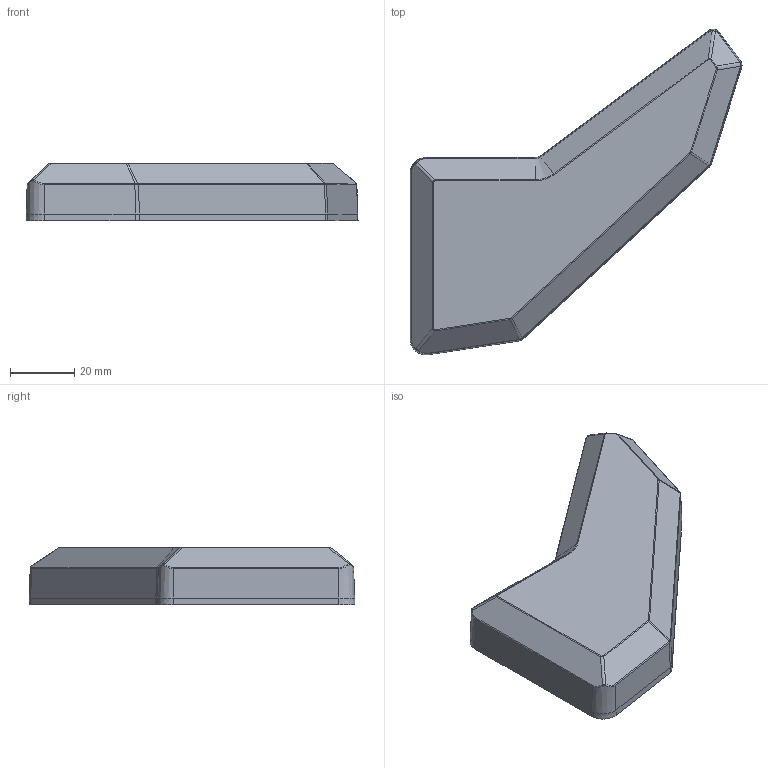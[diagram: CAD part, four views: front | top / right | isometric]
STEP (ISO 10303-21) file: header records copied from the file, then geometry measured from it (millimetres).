
FILE_DESCRIPTION (( 'STEP AP214' ), '1' );
FILE_NAME ('MidAb_L_cover.STEP', '2017-08-15T08:01:21', ( '' ), ( '' ), 'SwSTEP 2.0', 'SolidWorks 2016', '' );
FILE_SCHEMA (( 'AUTOMOTIVE_DESIGN' ));
Length unit declared in the file: millimetre
Products named in the file (1): MidAb_L_cover
Bounding box: 103.48 x 101.58 x 17.78 mm (x, y, z)
Volume: 19055.5 mm3; surface area: 20650.5 mm2
Topology: 1 solids, 1 shells, 355 faces, 945 edges, 600 vertices
Faces by surface type: plane 173, bspline 88, cone 49, cylinder 43, torus 2
Entity records: 15796 total; most frequent: CARTESIAN_POINT 4930, ORIENTED_EDGE 1890, DIRECTION 1414, EDGE_CURVE 945, VERTEX_POINT 600, VECTOR 544, LINE 544, AXIS2_PLACEMENT_3D 435
